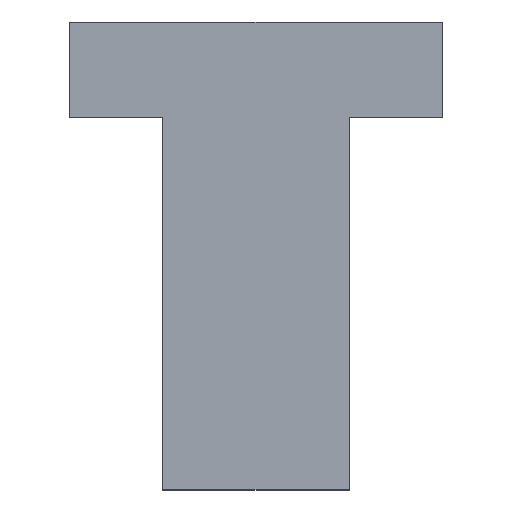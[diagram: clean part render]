
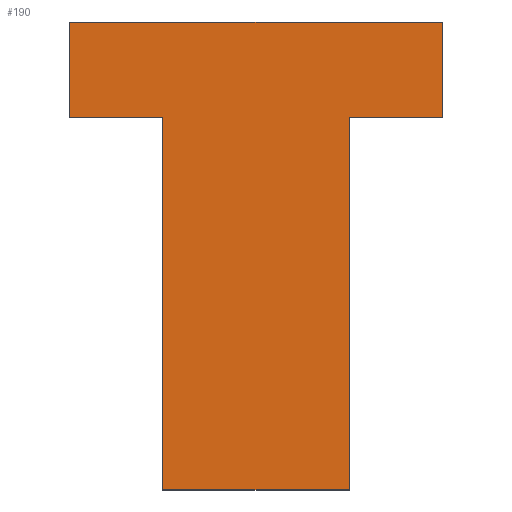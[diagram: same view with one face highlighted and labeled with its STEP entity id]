
A CAD part, top view. The second image highlights one B-rep face of the part: STEP entity #190.
In plain terms, the highlighted planar face has unit normal (0, 0, 1).
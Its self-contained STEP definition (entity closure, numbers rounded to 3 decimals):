
#24=FACE_OUTER_BOUND('',#34,.T.);
#34=EDGE_LOOP('',(#163,#164,#165,#166,#167,#168,#169,#170));
#44=LINE('',#283,#68);
#46=LINE('',#287,#70);
#48=LINE('',#291,#72);
#50=LINE('',#295,#74);
#52=LINE('',#299,#76);
#54=LINE('',#303,#78);
#56=LINE('',#307,#80);
#58=LINE('',#310,#82);
#68=VECTOR('',#230,10.);
#70=VECTOR('',#234,10.);
#72=VECTOR('',#238,10.);
#74=VECTOR('',#242,10.);
#76=VECTOR('',#246,10.);
#78=VECTOR('',#250,10.);
#80=VECTOR('',#254,10.);
#82=VECTOR('',#258,10.);
#91=VERTEX_POINT('',#280);
#92=VERTEX_POINT('',#282);
#93=VERTEX_POINT('',#286);
#94=VERTEX_POINT('',#290);
#95=VERTEX_POINT('',#294);
#96=VERTEX_POINT('',#298);
#97=VERTEX_POINT('',#302);
#98=VERTEX_POINT('',#306);
#108=EDGE_CURVE('',#92,#91,#44,.T.);
#110=EDGE_CURVE('',#93,#92,#46,.T.);
#112=EDGE_CURVE('',#94,#93,#48,.T.);
#114=EDGE_CURVE('',#95,#94,#50,.T.);
#116=EDGE_CURVE('',#96,#95,#52,.T.);
#118=EDGE_CURVE('',#97,#96,#54,.T.);
#120=EDGE_CURVE('',#98,#97,#56,.T.);
#122=EDGE_CURVE('',#91,#98,#58,.T.);
#163=ORIENTED_EDGE('',*,*,#122,.T.);
#164=ORIENTED_EDGE('',*,*,#120,.T.);
#165=ORIENTED_EDGE('',*,*,#118,.T.);
#166=ORIENTED_EDGE('',*,*,#116,.T.);
#167=ORIENTED_EDGE('',*,*,#114,.T.);
#168=ORIENTED_EDGE('',*,*,#112,.T.);
#169=ORIENTED_EDGE('',*,*,#110,.T.);
#170=ORIENTED_EDGE('',*,*,#108,.T.);
#180=PLANE('',#214);
#190=ADVANCED_FACE('',(#24),#180,.T.);
#214=AXIS2_PLACEMENT_3D('',#311,#259,#260);
#230=DIRECTION('',(1.,0.,0.));
#234=DIRECTION('',(0.,-1.,0.));
#238=DIRECTION('',(-1.,0.,0.));
#242=DIRECTION('',(0.,1.,0.));
#246=DIRECTION('',(1.,0.,0.));
#250=DIRECTION('',(0.,1.,0.));
#254=DIRECTION('',(1.,0.,0.));
#258=DIRECTION('',(0.,-1.,0.));
#259=DIRECTION('center_axis',(0.,0.,1.));
#260=DIRECTION('ref_axis',(1.,0.,0.));
#280=CARTESIAN_POINT('',(-17.5,35.,17.5));
#282=CARTESIAN_POINT('',(-35.,35.,17.5));
#283=CARTESIAN_POINT('',(-35.,35.,17.5));
#286=CARTESIAN_POINT('',(-35.,53.,17.5));
#287=CARTESIAN_POINT('',(-35.,53.,17.5));
#290=CARTESIAN_POINT('',(35.,53.,17.5));
#291=CARTESIAN_POINT('',(35.,53.,17.5));
#294=CARTESIAN_POINT('',(35.,35.,17.5));
#295=CARTESIAN_POINT('',(35.,35.,17.5));
#298=CARTESIAN_POINT('',(17.5,35.,17.5));
#299=CARTESIAN_POINT('',(17.5,35.,17.5));
#302=CARTESIAN_POINT('',(17.5,-35.,17.5));
#303=CARTESIAN_POINT('',(17.5,-35.,17.5));
#306=CARTESIAN_POINT('',(-17.5,-35.,17.5));
#307=CARTESIAN_POINT('',(-17.5,-35.,17.5));
#310=CARTESIAN_POINT('',(-17.5,35.,17.5));
#311=CARTESIAN_POINT('Origin',(0.,9.,17.5));
